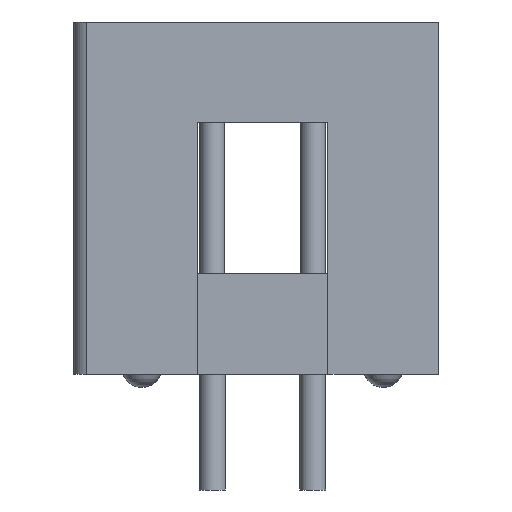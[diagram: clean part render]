
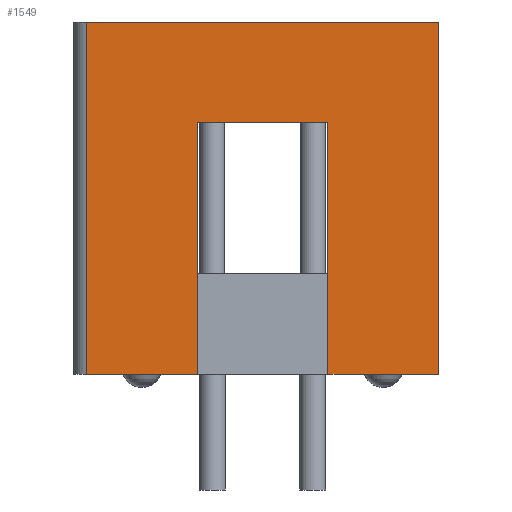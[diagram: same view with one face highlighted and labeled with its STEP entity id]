
A CAD part, left-side view. The second image highlights one B-rep face of the part: STEP entity #1549.
In plain terms, the highlighted planar face has unit normal (-1, 0, 0).
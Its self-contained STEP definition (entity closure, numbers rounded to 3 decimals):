
#115=FACE_OUTER_BOUND('',#203,.T.);
#203=EDGE_LOOP('',(#1100,#1101,#1102,#1103,#1104,#1105,#1106,#1107));
#397=LINE('',#2317,#536);
#418=LINE('',#2357,#557);
#427=LINE('',#2376,#566);
#436=LINE('',#2394,#575);
#437=LINE('',#2396,#576);
#438=LINE('',#2397,#577);
#439=LINE('',#2399,#578);
#440=LINE('',#2400,#579);
#536=VECTOR('',#1831,8.89);
#557=VECTOR('',#1856,8.89);
#566=VECTOR('',#1869,6.35);
#575=VECTOR('',#1882,3.302);
#576=VECTOR('',#1883,6.35);
#577=VECTOR('',#1884,2.794);
#578=VECTOR('',#1885,8.89);
#579=VECTOR('',#1886,2.794);
#678=VERTEX_POINT('',#2314);
#679=VERTEX_POINT('',#2316);
#696=VERTEX_POINT('',#2356);
#703=VERTEX_POINT('',#2374);
#704=VERTEX_POINT('',#2375);
#711=VERTEX_POINT('',#2393);
#712=VERTEX_POINT('',#2395);
#713=VERTEX_POINT('',#2398);
#833=EDGE_CURVE('',#679,#678,#397,.T.);
#854=EDGE_CURVE('',#679,#696,#418,.T.);
#863=EDGE_CURVE('',#703,#704,#427,.T.);
#872=EDGE_CURVE('',#711,#704,#436,.T.);
#873=EDGE_CURVE('',#712,#711,#437,.T.);
#874=EDGE_CURVE('',#696,#712,#438,.T.);
#875=EDGE_CURVE('',#678,#713,#439,.T.);
#876=EDGE_CURVE('',#703,#713,#440,.T.);
#1100=ORIENTED_EDGE('',*,*,#863,.T.);
#1101=ORIENTED_EDGE('',*,*,#872,.F.);
#1102=ORIENTED_EDGE('',*,*,#873,.F.);
#1103=ORIENTED_EDGE('',*,*,#874,.F.);
#1104=ORIENTED_EDGE('',*,*,#854,.F.);
#1105=ORIENTED_EDGE('',*,*,#833,.T.);
#1106=ORIENTED_EDGE('',*,*,#875,.T.);
#1107=ORIENTED_EDGE('',*,*,#876,.F.);
#1489=PLANE('',#1654);
#1549=ADVANCED_FACE('',(#115),#1489,.T.);
#1654=AXIS2_PLACEMENT_3D('',#2392,#1880,#1881);
#1831=DIRECTION('',(0.,1.,0.));
#1856=DIRECTION('',(0.,0.,-1.));
#1869=DIRECTION('',(0.,0.,1.));
#1880=DIRECTION('center_axis',(-1.,0.,0.));
#1881=DIRECTION('ref_axis',(0.,1.,0.));
#1882=DIRECTION('',(0.,1.,0.));
#1883=DIRECTION('',(0.,0.,1.));
#1884=DIRECTION('',(0.,1.,0.));
#1885=DIRECTION('',(0.,0.,-1.));
#1886=DIRECTION('',(0.,1.,0.));
#2314=CARTESIAN_POINT('',(-10.16,4.445,0.));
#2316=CARTESIAN_POINT('',(-10.16,-4.445,0.));
#2317=CARTESIAN_POINT('',(-10.16,-4.445,0.));
#2356=CARTESIAN_POINT('',(-10.16,-4.445,-8.89));
#2357=CARTESIAN_POINT('',(-10.16,-4.445,0.));
#2374=CARTESIAN_POINT('',(-10.16,1.651,-8.89));
#2375=CARTESIAN_POINT('',(-10.16,1.651,-2.54));
#2376=CARTESIAN_POINT('',(-10.16,1.651,-8.89));
#2392=CARTESIAN_POINT('Origin',(-10.16,-4.445,0.));
#2393=CARTESIAN_POINT('',(-10.16,-1.651,-2.54));
#2394=CARTESIAN_POINT('',(-10.16,-1.651,-2.54));
#2395=CARTESIAN_POINT('',(-10.16,-1.651,-8.89));
#2396=CARTESIAN_POINT('',(-10.16,-1.651,-8.89));
#2397=CARTESIAN_POINT('',(-10.16,-4.445,-8.89));
#2398=CARTESIAN_POINT('',(-10.16,4.445,-8.89));
#2399=CARTESIAN_POINT('',(-10.16,4.445,0.));
#2400=CARTESIAN_POINT('',(-10.16,1.651,-8.89));
